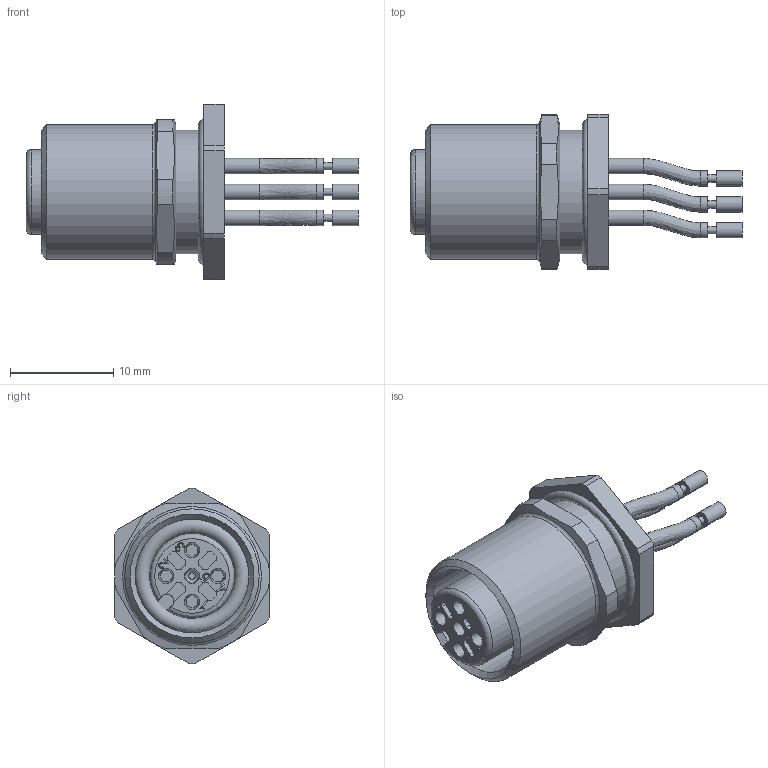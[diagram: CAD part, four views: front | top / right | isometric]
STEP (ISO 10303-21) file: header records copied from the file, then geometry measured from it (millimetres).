
FILE_DESCRIPTION(/* description */ (''),/* implementation_level */ '2;1');
FILE_NAME(/* name */ 'RA-FHM12KUA4-m_M12_S3525.stp',/* time_stamp */ '2016-09-19T09:54:13+02:00',/* author */ (''),/* organization */ (''),/* preprocessor_version */ 'ST-DEVELOPER v16',/* originating_system */ 'SIEMENS PLM Software NX 10.0',/* authorisation */ '');
FILE_SCHEMA (('AUTOMOTIVE_DESIGN { 1 0 10303 214 3 1 1 1 }'));
Length unit declared in the file: millimetre
Products named in the file (1): RA-FHM12KUA4-m_M12_S3525
Bounding box: 32.15 x 15 x 17 mm (x, y, z)
Volume: 2231.9 mm3; surface area: 2182.3 mm2
Topology: 1 solids, 1 shells, 195 faces, 492 edges, 327 vertices
Faces by surface type: plane 87, cylinder 58, extrusion 32, cone 9, torus 5, bspline 4
Full cylindrical faces by diameter (mm): 0.7 x4, 1.15 x4, 1.5 x12, 11 x1, 12 x1, 13 x1
Entity records: 6105 total; most frequent: CARTESIAN_POINT 1719, ORIENTED_EDGE 864, DIRECTION 835, EDGE_CURVE 432, VERTEX_POINT 307, AXIS2_PLACEMENT_3D 291, EDGE_LOOP 263, VECTOR 253
